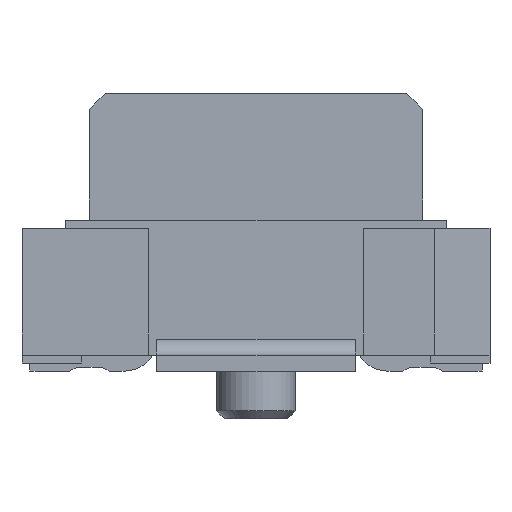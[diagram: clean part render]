
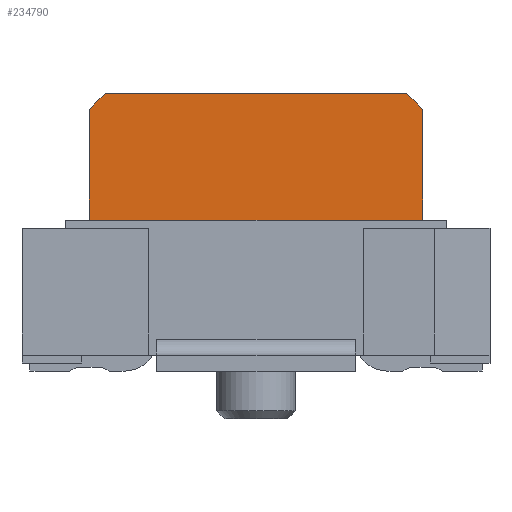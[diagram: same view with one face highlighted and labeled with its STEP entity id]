
A CAD part, front view. The second image highlights one B-rep face of the part: STEP entity #234790.
In plain terms, the highlighted planar face has unit normal (0, -1, 0).
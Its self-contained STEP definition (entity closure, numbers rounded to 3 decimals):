
#56450=CARTESIAN_POINT('',(-3.459,-19.55,1.808));
#56460=VERTEX_POINT('',#56450);
#56490=CARTESIAN_POINT('',(0.,-19.55,1.808));
#56500=DIRECTION('',(1.,0.,0.));
#56510=VECTOR('',#56500,1.);
#56520=LINE('',#56490,#56510);
#56530=CARTESIAN_POINT('',(-3.259,-19.55,1.808));
#56540=VERTEX_POINT('',#56530);
#56550=EDGE_CURVE('',#56460,#56540,#56520,.T.);
#56770=CARTESIAN_POINT('',(0.541,-19.55,1.808));
#56780=VERTEX_POINT('',#56770);
#56810=CARTESIAN_POINT('',(0.741,-19.55,1.808));
#56820=VERTEX_POINT('',#56810);
#56830=EDGE_CURVE('',#56780,#56820,#56520,.T.);
#76720=CARTESIAN_POINT('',(-1.451,-19.55,0.));
#76730=DIRECTION('',(0.707,0.,-0.707));
#76740=VECTOR('',#76730,1.);
#76750=LINE('',#76720,#76740);
#76760=CARTESIAN_POINT('',(-3.159,-19.55,1.708));
#76770=VERTEX_POINT('',#76760);
#76780=EDGE_CURVE('',#56540,#76770,#76750,.T.);
#95690=CARTESIAN_POINT('',(0.541,-19.55,3.508));
#95700=VERTEX_POINT('',#95690);
#95850=CARTESIAN_POINT('',(0.741,-19.55,3.308));
#95860=VERTEX_POINT('',#95850);
#95890=CARTESIAN_POINT('',(4.049,-19.55,0.));
#95900=DIRECTION('',(0.707,0.,-0.707));
#95910=VECTOR('',#95900,1.);
#95920=LINE('',#95890,#95910);
#95930=EDGE_CURVE('',#95700,#95860,#95920,.T.);
#102300=CARTESIAN_POINT('',(0.441,-19.55,1.708));
#102310=VERTEX_POINT('',#102300);
#102390=CARTESIAN_POINT('',(0.441,-19.55,1.308));
#102400=VERTEX_POINT('',#102390);
#102430=CARTESIAN_POINT('',(0.441,-19.55,0.));
#102440=DIRECTION('',(0.,0.,-1.));
#102450=VECTOR('',#102440,1.);
#102460=LINE('',#102430,#102450);
#102470=EDGE_CURVE('',#102310,#102400,#102460,.T.);
#133610=CARTESIAN_POINT('',(-1.267,-19.55,0.));
#133620=DIRECTION('',(0.707,0.,0.707));
#133630=VECTOR('',#133620,1.);
#133640=LINE('',#133610,#133630);
#133650=EDGE_CURVE('',#102310,#56780,#133640,.T.);
#140660=CARTESIAN_POINT('',(-3.159,-19.55,0.));
#140670=DIRECTION('',(0.,0.,1.));
#140680=VECTOR('',#140670,1.);
#140690=LINE('',#140660,#140680);
#140700=CARTESIAN_POINT('',(-3.159,-19.55,1.308));
#140710=VERTEX_POINT('',#140700);
#140720=EDGE_CURVE('',#140710,#76770,#140690,.T.);
#205830=CARTESIAN_POINT('',(0.,-19.55,1.308));
#205840=DIRECTION('',(1.,0.,0.));
#205850=VECTOR('',#205840,1.);
#205860=LINE('',#205830,#205850);
#205870=EDGE_CURVE('',#140710,#102400,#205860,.T.);
#207380=CARTESIAN_POINT('',(0.,-19.55,3.508));
#207390=DIRECTION('',(1.,0.,0.));
#207400=VECTOR('',#207390,1.);
#207410=LINE('',#207380,#207400);
#207420=CARTESIAN_POINT('',(-3.259,-19.55,3.508));
#207430=VERTEX_POINT('',#207420);
#207440=EDGE_CURVE('',#207430,#95700,#207410,.T.);
#234430=CARTESIAN_POINT('',(0.741,-19.55,1.808));
#234440=DIRECTION('',(-0.,-1.,-0.));
#234450=DIRECTION('',(-1.,0.,0.));
#234460=AXIS2_PLACEMENT_3D('',#234430,#234440,#234450);
#234470=PLANE('',#234460);
#234480=CARTESIAN_POINT('',(-6.767,-19.55,0.));
#234490=DIRECTION('',(0.707,0.,0.707));
#234500=VECTOR('',#234490,1.);
#234510=LINE('',#234480,#234500);
#234520=CARTESIAN_POINT('',(-3.459,-19.55,3.308));
#234530=VERTEX_POINT('',#234520);
#234540=EDGE_CURVE('',#234530,#207430,#234510,.T.);
#234550=ORIENTED_EDGE('',*,*,#234540,.F.);
#234560=ORIENTED_EDGE('',*,*,#207440,.F.);
#234570=ORIENTED_EDGE('',*,*,#95930,.F.);
#234580=CARTESIAN_POINT('',(0.741,-19.55,0.));
#234590=DIRECTION('',(0.,0.,-1.));
#234600=VECTOR('',#234590,1.);
#234610=LINE('',#234580,#234600);
#234620=EDGE_CURVE('',#95860,#56820,#234610,.T.);
#234630=ORIENTED_EDGE('',*,*,#234620,.F.);
#234640=ORIENTED_EDGE('',*,*,#56830,.T.);
#234650=ORIENTED_EDGE('',*,*,#133650,.T.);
#234660=ORIENTED_EDGE('',*,*,#102470,.F.);
#234670=ORIENTED_EDGE('',*,*,#205870,.T.);
#234680=ORIENTED_EDGE('',*,*,#140720,.F.);
#234690=ORIENTED_EDGE('',*,*,#76780,.T.);
#234700=ORIENTED_EDGE('',*,*,#56550,.T.);
#234710=CARTESIAN_POINT('',(-3.459,-19.55,0.));
#234720=DIRECTION('',(0.,0.,1.));
#234730=VECTOR('',#234720,1.);
#234740=LINE('',#234710,#234730);
#234750=EDGE_CURVE('',#56460,#234530,#234740,.T.);
#234760=ORIENTED_EDGE('',*,*,#234750,.F.);
#234770=EDGE_LOOP('',(#234760,#234700,#234690,#234680,#234670,#234660,
#234650,#234640,#234630,#234570,#234560,#234550));
#234780=FACE_OUTER_BOUND('',#234770,.T.);
#234790=ADVANCED_FACE('',(#234780),#234470,.T.);
